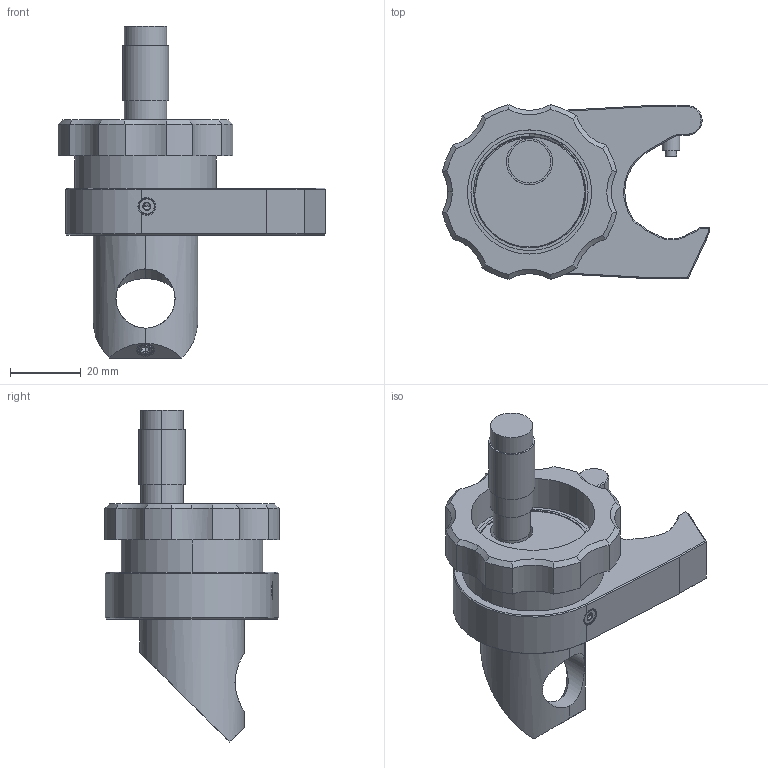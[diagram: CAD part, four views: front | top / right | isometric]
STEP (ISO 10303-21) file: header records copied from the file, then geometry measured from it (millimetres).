
FILE_DESCRIPTION((''),'2;1');
FILE_NAME('FRM1-X1_ASM','2023-06-24T15:00:38',('R&D'),(''),'CREO PARAMETRIC BY PTC INC, 2021063','CREO PARAMETRIC BY PTC INC, 2021063','');
FILE_SCHEMA(('CONFIG_CONTROL_DESIGN'));
Products named in the file (18): FRM1-X2-5; FRM1-X3-5; FRM1-X5; FRM1-X2-7; FRM1-X2-8; FRM1-X4; FRM1-X2-10; FRM1-X2; FRM1-X2-15; FRM1-X3; FRM1-X2-45; FRM1-X2-25; FRM1-X2-11; FRM1-X2-14; ISO7380-1-M4X12-8_8; FRM1-X2-17; FRM1-X2-16_ASM; FRM1-X1_ASM
Assembly tree (18 placements, depth 3):
  FRM1-X1_ASM
    FRM1-X2-5
    FRM1-X3-5
    FRM1-X5
    FRM1-X2-7
    FRM1-X2-8
    FRM1-X4
    FRM1-X2-10
    FRM1-X2
    FRM1-X2-15
    FRM1-X3
    FRM1-X2-45
    FRM1-X2-25
    FRM1-X2-11  x2
    FRM1-X2-14
    ISO7380-1-M4X12-8_8
    FRM1-X2-16_ASM
      FRM1-X2-17
Bounding box: 75.4 x 49.21 x 93.55 mm (x, y, z)
Volume: 66891.3 mm3; surface area: 31829.6 mm2
Topology: 13 solids, 22 shells, 402 faces, 1001 edges, 626 vertices
Faces by surface type: cylinder 150, plane 121, cone 95, bspline 24, sphere 8, torus 4
Entity records: 24508 total; most frequent: CARTESIAN_POINT 15008, DIRECTION 1889, ORIENTED_EDGE 1886, EDGE_CURVE 961, AXIS2_PLACEMENT_3D 745, VERTEX_POINT 620, EDGE_LOOP 441, VECTOR 399
